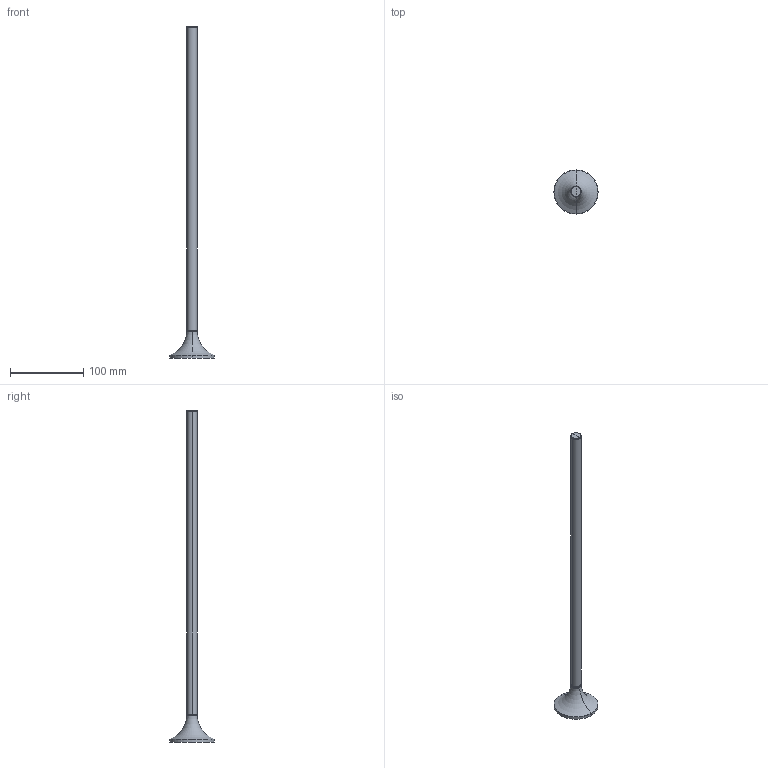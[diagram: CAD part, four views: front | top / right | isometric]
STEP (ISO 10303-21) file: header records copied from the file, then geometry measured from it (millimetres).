
FILE_DESCRIPTION (( 'STEP AP203' ), '1' );
FILE_NAME ('83211809-00.STEP', '2018-07-04T05:56:01', ( '' ), ( '' ), 'SwSTEP 2.0', 'SolidWorks 2017', '' );
FILE_SCHEMA (( 'CONFIG_CONTROL_DESIGN' ));
Length unit declared in the file: millimetre
Products named in the file (3): 83211809-00; Planungsmodell_Rohr-+-08.28.22.780.90-01_K1_D14x412; Planungsmodell_Rosette-+-08.27.80.500.90-01_K1_D60x37_D14
Assembly tree (2 placements, depth 2):
  83211809-00
    Planungsmodell_Rosette-+-08.27.80.500.90-01_K1_D60x37_D14
    Planungsmodell_Rohr-+-08.28.22.780.90-01_K1_D14x412
Bounding box: 60 x 60 x 452.25 mm (x, y, z)
Volume: 97704.5 mm3; surface area: 26426.9 mm2
Topology: 2 solids, 2 shells, 27 faces, 52 edges, 31 vertices
Faces by surface type: torus 12, cylinder 8, plane 5, sphere 2
Entity records: 1007 total; most frequent: DIRECTION 160, CARTESIAN_POINT 115, ORIENTED_EDGE 104, AXIS2_PLACEMENT_3D 76, EDGE_CURVE 52, CIRCLE 44, VERTEX_POINT 31, EDGE_LOOP 29
